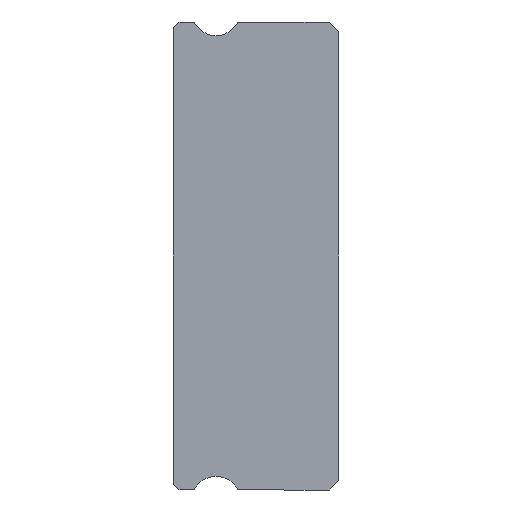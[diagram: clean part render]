
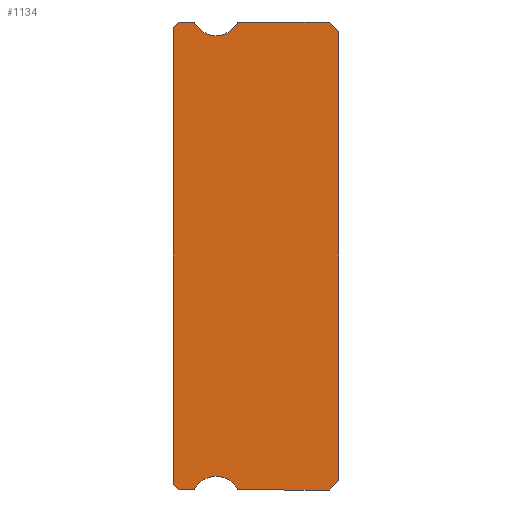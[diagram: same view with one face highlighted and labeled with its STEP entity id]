
A CAD part, left-side view. The second image highlights one B-rep face of the part: STEP entity #1134.
In plain terms, the highlighted planar face has unit normal (-1, 0, 0).
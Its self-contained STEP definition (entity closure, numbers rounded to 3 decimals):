
#37 = DIRECTION ( 'NONE',  ( 1., 0., 0. ) ) ;
#60 = DIRECTION ( 'NONE',  ( 0., 0., -1. ) ) ;
#63 = EDGE_CURVE ( 'NONE', #583, #3016, #339, .T. ) ;
#124 = CARTESIAN_POINT ( 'NONE',  ( -20., 0., -11.5 ) ) ;
#162 = CARTESIAN_POINT ( 'NONE',  ( -20., 6.3, -12.55 ) ) ;
#214 = DIRECTION ( 'NONE',  ( 1., 0., 0. ) ) ;
#219 = DIRECTION ( 'NONE',  ( 0., -0.707, -0.707 ) ) ;
#228 = CARTESIAN_POINT ( 'NONE',  ( -20., 0., 11.5 ) ) ;
#242 = EDGE_CURVE ( 'NONE', #2711, #1125, #2415, .T. ) ;
#250 = LINE ( 'NONE', #1911, #764 ) ;
#252 = CIRCLE ( 'NONE', #819, 1.25 ) ;
#258 = EDGE_CURVE ( 'NONE', #2711, #564, #681, .T. ) ;
#304 = EDGE_CURVE ( 'NONE', #2548, #3016, #2671, .T. ) ;
#325 = DIRECTION ( 'NONE',  ( 1., 0., 0. ) ) ;
#337 = EDGE_CURVE ( 'NONE', #1147, #2895, #2012, .T. ) ;
#339 = LINE ( 'NONE', #1039, #3064 ) ;
#340 = VECTOR ( 'NONE', #553, 1000. ) ;
#342 = CARTESIAN_POINT ( 'NONE',  ( -20., 8.2, 12. ) ) ;
#345 = EDGE_CURVE ( 'NONE', #1435, #1084, #348, .T. ) ;
#348 = CIRCLE ( 'NONE', #1494, 1.25 ) ;
#356 = AXIS2_PLACEMENT_3D ( 'NONE', #1304, #325, #60 ) ;
#381 = CARTESIAN_POINT ( 'NONE',  ( -20., 7.383, -11.925 ) ) ;
#397 = CARTESIAN_POINT ( 'NONE',  ( -20., 0.5, -12. ) ) ;
#401 = DIRECTION ( 'NONE',  ( 0., -1., 0. ) ) ;
#402 = EDGE_CURVE ( 'NONE', #583, #650, #1294, .T. ) ;
#410 = LINE ( 'NONE', #924, #2545 ) ;
#479 = VERTEX_POINT ( 'NONE', #3056 ) ;
#509 = ORIENTED_EDGE ( 'NONE', *, *, #242, .T. ) ;
#525 = VERTEX_POINT ( 'NONE', #381 ) ;
#546 = ORIENTED_EDGE ( 'NONE', *, *, #402, .T. ) ;
#553 = DIRECTION ( 'NONE',  ( 0., 1., 0. ) ) ;
#561 = FACE_OUTER_BOUND ( 'NONE', #881, .T. ) ;
#564 = VERTEX_POINT ( 'NONE', #397 ) ;
#583 = VERTEX_POINT ( 'NONE', #1924 ) ;
#584 = DIRECTION ( 'NONE',  ( 0., -0.707, -0.707 ) ) ;
#587 = ORIENTED_EDGE ( 'NONE', *, *, #345, .F. ) ;
#606 = CARTESIAN_POINT ( 'NONE',  ( -20., 7.512, 12. ) ) ;
#631 = ORIENTED_EDGE ( 'NONE', *, *, #1131, .F. ) ;
#650 = VERTEX_POINT ( 'NONE', #1682 ) ;
#681 = LINE ( 'NONE', #2646, #2275 ) ;
#742 = DIRECTION ( 'NONE',  ( 0., 0., -1. ) ) ;
#743 = AXIS2_PLACEMENT_3D ( 'NONE', #1448, #214, #2906 ) ;
#764 = VECTOR ( 'NONE', #945, 1000. ) ;
#806 = VECTOR ( 'NONE', #219, 1000. ) ;
#819 = AXIS2_PLACEMENT_3D ( 'NONE', #162, #1616, #1869 ) ;
#881 = EDGE_LOOP ( 'NONE', ( #1270, #546, #1036, #1752, #2468, #1577, #2001, #1445, #509, #631, #1091, #980, #587, #1991, #3057, #2229, #2044 ) ) ;
#893 = DIRECTION ( 'NONE',  ( 0., 0., -1. ) ) ;
#918 = LINE ( 'NONE', #606, #2301 ) ;
#923 = EDGE_CURVE ( 'NONE', #650, #2772, #410, .T. ) ;
#924 = CARTESIAN_POINT ( 'NONE',  ( -20., 7.512, -12. ) ) ;
#945 = DIRECTION ( 'NONE',  ( 0., 1., 0. ) ) ;
#974 = CARTESIAN_POINT ( 'NONE',  ( -20., 6.3, 12.55 ) ) ;
#980 = ORIENTED_EDGE ( 'NONE', *, *, #1250, .F. ) ;
#992 = EDGE_CURVE ( 'NONE', #1811, #1435, #2542, .T. ) ;
#1034 = CARTESIAN_POINT ( 'NONE',  ( -20., 5.088, 12. ) ) ;
#1036 = ORIENTED_EDGE ( 'NONE', *, *, #923, .T. ) ;
#1039 = CARTESIAN_POINT ( 'NONE',  ( -20., 8.5, 11.85 ) ) ;
#1084 = VERTEX_POINT ( 'NONE', #1438 ) ;
#1091 = ORIENTED_EDGE ( 'NONE', *, *, #3003, .F. ) ;
#1125 = VERTEX_POINT ( 'NONE', #1934 ) ;
#1126 = CARTESIAN_POINT ( 'NONE',  ( -20., 8.5, 11.7 ) ) ;
#1131 = EDGE_CURVE ( 'NONE', #479, #1125, #2948, .T. ) ;
#1132 = DIRECTION ( 'NONE',  ( -1., 0., 0. ) ) ;
#1134 = ADVANCED_FACE ( 'NONE', ( #561 ), #2739, .F. ) ;
#1147 = VERTEX_POINT ( 'NONE', #2040 ) ;
#1239 = AXIS2_PLACEMENT_3D ( 'NONE', #2483, #1733, #2716 ) ;
#1250 = EDGE_CURVE ( 'NONE', #1084, #1582, #2288, .T. ) ;
#1270 = ORIENTED_EDGE ( 'NONE', *, *, #63, .F. ) ;
#1294 = LINE ( 'NONE', #2955, #2114 ) ;
#1303 = DIRECTION ( 'NONE',  ( 0., 0., 1. ) ) ;
#1304 = CARTESIAN_POINT ( 'NONE',  ( -20., 5.088, 11.85 ) ) ;
#1426 = CARTESIAN_POINT ( 'NONE',  ( -20., 0.5, 12. ) ) ;
#1435 = VERTEX_POINT ( 'NONE', #3048 ) ;
#1438 = CARTESIAN_POINT ( 'NONE',  ( -20., 5.217, 11.925 ) ) ;
#1445 = ORIENTED_EDGE ( 'NONE', *, *, #258, .F. ) ;
#1448 = CARTESIAN_POINT ( 'NONE',  ( -20., 5.088, -11.85 ) ) ;
#1494 = AXIS2_PLACEMENT_3D ( 'NONE', #974, #2433, #742 ) ;
#1549 = CARTESIAN_POINT ( 'NONE',  ( -20., 5.217, -11.925 ) ) ;
#1577 = ORIENTED_EDGE ( 'NONE', *, *, #337, .F. ) ;
#1582 = VERTEX_POINT ( 'NONE', #1034 ) ;
#1605 = CARTESIAN_POINT ( 'NONE',  ( -20., 6.3, 12.55 ) ) ;
#1606 = VECTOR ( 'NONE', #2392, 1000. ) ;
#1616 = DIRECTION ( 'NONE',  ( -1., 0., 0. ) ) ;
#1668 = EDGE_CURVE ( 'NONE', #525, #2772, #2674, .T. ) ;
#1672 = DIRECTION ( 'NONE',  ( 0., 0.707, -0.707 ) ) ;
#1682 = CARTESIAN_POINT ( 'NONE',  ( -20., 8.2, -12. ) ) ;
#1685 = EDGE_CURVE ( 'NONE', #564, #1147, #1748, .T. ) ;
#1733 = DIRECTION ( 'NONE',  ( 1., 0., 0. ) ) ;
#1748 = LINE ( 'NONE', #2732, #340 ) ;
#1752 = ORIENTED_EDGE ( 'NONE', *, *, #1668, .F. ) ;
#1811 = VERTEX_POINT ( 'NONE', #3042 ) ;
#1869 = DIRECTION ( 'NONE',  ( 0., 0., -1. ) ) ;
#1911 = CARTESIAN_POINT ( 'NONE',  ( -20., 8.2, 12. ) ) ;
#1924 = CARTESIAN_POINT ( 'NONE',  ( -20., 8.5, -11.7 ) ) ;
#1934 = CARTESIAN_POINT ( 'NONE',  ( -20., 0., 11.5 ) ) ;
#1983 = DIRECTION ( 'NONE',  ( 0., 0., -1. ) ) ;
#1984 = VERTEX_POINT ( 'NONE', #2759 ) ;
#1991 = ORIENTED_EDGE ( 'NONE', *, *, #992, .F. ) ;
#2001 = ORIENTED_EDGE ( 'NONE', *, *, #1685, .F. ) ;
#2012 = CIRCLE ( 'NONE', #743, 0.15 ) ;
#2040 = CARTESIAN_POINT ( 'NONE',  ( -20., 5.088, -12. ) ) ;
#2044 = ORIENTED_EDGE ( 'NONE', *, *, #304, .T. ) ;
#2090 = CIRCLE ( 'NONE', #2186, 0.15 ) ;
#2114 = VECTOR ( 'NONE', #584, 1000. ) ;
#2186 = AXIS2_PLACEMENT_3D ( 'NONE', #2224, #37, #1983 ) ;
#2204 = CARTESIAN_POINT ( 'NONE',  ( -20., 8.5, 11.7 ) ) ;
#2224 = CARTESIAN_POINT ( 'NONE',  ( -20., 7.512, 11.85 ) ) ;
#2229 = ORIENTED_EDGE ( 'NONE', *, *, #2806, .T. ) ;
#2249 = CARTESIAN_POINT ( 'NONE',  ( -20., 7.512, 11.85 ) ) ;
#2275 = VECTOR ( 'NONE', #1672, 1000. ) ;
#2288 = CIRCLE ( 'NONE', #356, 0.15 ) ;
#2301 = VECTOR ( 'NONE', #401, 1000. ) ;
#2392 = DIRECTION ( 'NONE',  ( 0., 0., 1. ) ) ;
#2415 = LINE ( 'NONE', #228, #1606 ) ;
#2433 = DIRECTION ( 'NONE',  ( -1., 0., 0. ) ) ;
#2468 = ORIENTED_EDGE ( 'NONE', *, *, #2676, .F. ) ;
#2483 = CARTESIAN_POINT ( 'NONE',  ( -20., 7.512, -11.85 ) ) ;
#2526 = DIRECTION ( 'NONE',  ( 1., 0., 0. ) ) ;
#2542 = CIRCLE ( 'NONE', #3073, 1.25 ) ;
#2545 = VECTOR ( 'NONE', #2851, 1000. ) ;
#2548 = VERTEX_POINT ( 'NONE', #342 ) ;
#2646 = CARTESIAN_POINT ( 'NONE',  ( -20., 0., -11.5 ) ) ;
#2671 = LINE ( 'NONE', #2204, #2970 ) ;
#2674 = CIRCLE ( 'NONE', #1239, 0.15 ) ;
#2676 = EDGE_CURVE ( 'NONE', #2895, #525, #252, .T. ) ;
#2711 = VERTEX_POINT ( 'NONE', #124 ) ;
#2716 = DIRECTION ( 'NONE',  ( 0., 0., -1. ) ) ;
#2721 = DIRECTION ( 'NONE',  ( 0., 0., -1. ) ) ;
#2732 = CARTESIAN_POINT ( 'NONE',  ( -20., 7.512, -12. ) ) ;
#2739 = PLANE ( 'NONE',  #3076 ) ;
#2759 = CARTESIAN_POINT ( 'NONE',  ( -20., 7.512, 12. ) ) ;
#2772 = VERTEX_POINT ( 'NONE', #3119 ) ;
#2806 = EDGE_CURVE ( 'NONE', #1984, #2548, #250, .T. ) ;
#2851 = DIRECTION ( 'NONE',  ( 0., -1., 0. ) ) ;
#2895 = VERTEX_POINT ( 'NONE', #1549 ) ;
#2906 = DIRECTION ( 'NONE',  ( 0., 0., -1. ) ) ;
#2948 = LINE ( 'NONE', #1426, #806 ) ;
#2955 = CARTESIAN_POINT ( 'NONE',  ( -20., 8.2, -12. ) ) ;
#2967 = EDGE_CURVE ( 'NONE', #1984, #1811, #2090, .T. ) ;
#2970 = VECTOR ( 'NONE', #3102, 1000. ) ;
#3003 = EDGE_CURVE ( 'NONE', #1582, #479, #918, .T. ) ;
#3016 = VERTEX_POINT ( 'NONE', #1126 ) ;
#3042 = CARTESIAN_POINT ( 'NONE',  ( -20., 7.383, 11.925 ) ) ;
#3048 = CARTESIAN_POINT ( 'NONE',  ( -20., 6.3, 11.3 ) ) ;
#3056 = CARTESIAN_POINT ( 'NONE',  ( -20., 0.5, 12. ) ) ;
#3057 = ORIENTED_EDGE ( 'NONE', *, *, #2967, .F. ) ;
#3064 = VECTOR ( 'NONE', #1303, 1000. ) ;
#3073 = AXIS2_PLACEMENT_3D ( 'NONE', #1605, #1132, #893 ) ;
#3076 = AXIS2_PLACEMENT_3D ( 'NONE', #2249, #2526, #2721 ) ;
#3102 = DIRECTION ( 'NONE',  ( 0., 0.707, -0.707 ) ) ;
#3119 = CARTESIAN_POINT ( 'NONE',  ( -20., 7.512, -12. ) ) ;
